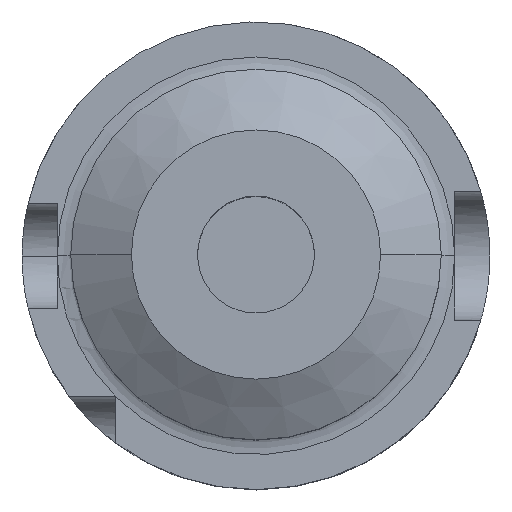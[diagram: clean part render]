
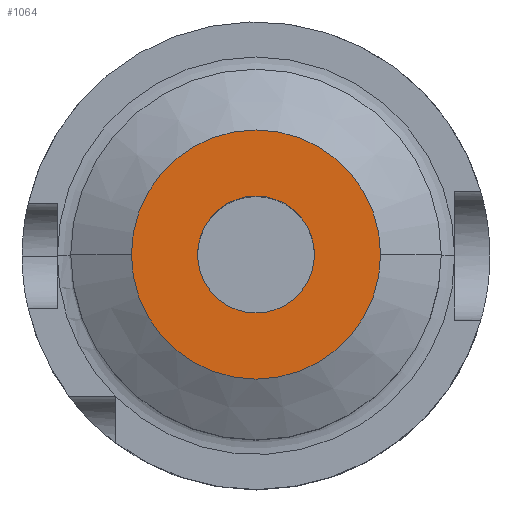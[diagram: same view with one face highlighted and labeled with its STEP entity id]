
A CAD part, top view. The second image highlights one B-rep face of the part: STEP entity #1064.
In plain terms, the highlighted planar face has unit normal (0, 0, 1).
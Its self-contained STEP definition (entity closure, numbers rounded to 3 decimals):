
#70 = CARTESIAN_POINT ( 'NONE',  ( 0., 0., 80. ) ) ;
#463 = VERTEX_POINT ( 'NONE', #2852 ) ;
#541 = CARTESIAN_POINT ( 'NONE',  ( 0., 0., 80. ) ) ;
#670 = EDGE_CURVE ( 'NONE', #2947, #3155, #1495, .T. ) ;
#745 = ORIENTED_EDGE ( 'NONE', *, *, #1627, .F. ) ;
#751 = AXIS2_PLACEMENT_3D ( 'NONE', #70, #1370, #3204 ) ;
#835 = FACE_OUTER_BOUND ( 'NONE', #1443, .T. ) ;
#957 = AXIS2_PLACEMENT_3D ( 'NONE', #1623, #2336, #1349 ) ;
#999 = VERTEX_POINT ( 'NONE', #3378 ) ;
#1064 = ADVANCED_FACE ( 'NONE', ( #2324, #835 ), #1113, .T. ) ;
#1097 = CIRCLE ( 'NONE', #2816, 10.654 ) ;
#1113 = PLANE ( 'NONE',  #957 ) ;
#1241 = CARTESIAN_POINT ( 'NONE',  ( 0., 0., 80. ) ) ;
#1349 = DIRECTION ( 'NONE',  ( 1., 0., 0. ) ) ;
#1370 = DIRECTION ( 'NONE',  ( 0., 0., -1. ) ) ;
#1393 = AXIS2_PLACEMENT_3D ( 'NONE', #1241, #1971, #2775 ) ;
#1419 = EDGE_LOOP ( 'NONE', ( #2989, #1863 ) ) ;
#1443 = EDGE_LOOP ( 'NONE', ( #745, #3023 ) ) ;
#1495 = CIRCLE ( 'NONE', #751, 10.654 ) ;
#1588 = CARTESIAN_POINT ( 'NONE',  ( -10.654, 0., 80. ) ) ;
#1623 = CARTESIAN_POINT ( 'NONE',  ( 0., 10.654, 80. ) ) ;
#1627 = EDGE_CURVE ( 'NONE', #3155, #2947, #1097, .T. ) ;
#1821 = DIRECTION ( 'NONE',  ( 0., 0., -1. ) ) ;
#1863 = ORIENTED_EDGE ( 'NONE', *, *, #2728, .T. ) ;
#1971 = DIRECTION ( 'NONE',  ( 0., 0., -1. ) ) ;
#2133 = CIRCLE ( 'NONE', #2595, 5. ) ;
#2277 = DIRECTION ( 'NONE',  ( 0., 0., -1. ) ) ;
#2324 = FACE_BOUND ( 'NONE', #1419, .T. ) ;
#2336 = DIRECTION ( 'NONE',  ( 0., 0., 1. ) ) ;
#2391 = EDGE_CURVE ( 'NONE', #463, #999, #2720, .T. ) ;
#2504 = CARTESIAN_POINT ( 'NONE',  ( 10.654, 0., 80. ) ) ;
#2527 = DIRECTION ( 'NONE',  ( -1., 0., 0. ) ) ;
#2595 = AXIS2_PLACEMENT_3D ( 'NONE', #541, #1821, #3184 ) ;
#2720 = CIRCLE ( 'NONE', #1393, 5. ) ;
#2728 = EDGE_CURVE ( 'NONE', #999, #463, #2133, .T. ) ;
#2775 = DIRECTION ( 'NONE',  ( -1., 0., 0. ) ) ;
#2816 = AXIS2_PLACEMENT_3D ( 'NONE', #3341, #2277, #2527 ) ;
#2852 = CARTESIAN_POINT ( 'NONE',  ( -5., 0., 80. ) ) ;
#2947 = VERTEX_POINT ( 'NONE', #2504 ) ;
#2989 = ORIENTED_EDGE ( 'NONE', *, *, #2391, .T. ) ;
#3023 = ORIENTED_EDGE ( 'NONE', *, *, #670, .F. ) ;
#3155 = VERTEX_POINT ( 'NONE', #1588 ) ;
#3184 = DIRECTION ( 'NONE',  ( -1., 0., 0. ) ) ;
#3204 = DIRECTION ( 'NONE',  ( -1., 0., 0. ) ) ;
#3341 = CARTESIAN_POINT ( 'NONE',  ( 0., 0., 80. ) ) ;
#3378 = CARTESIAN_POINT ( 'NONE',  ( 5., 0., 80. ) ) ;
